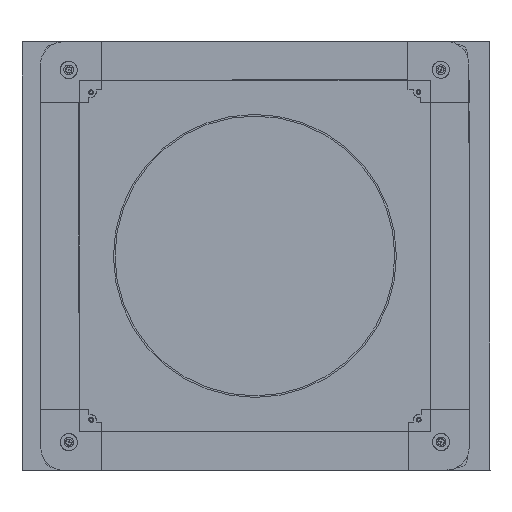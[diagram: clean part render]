
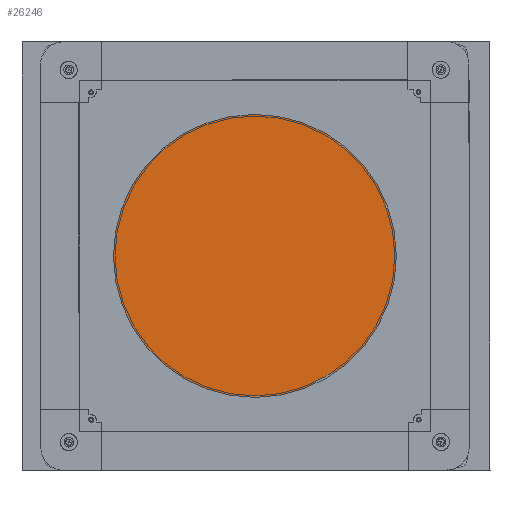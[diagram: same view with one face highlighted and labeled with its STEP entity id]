
A CAD part, top view. The second image highlights one B-rep face of the part: STEP entity #26246.
In plain terms, the highlighted face is planar.
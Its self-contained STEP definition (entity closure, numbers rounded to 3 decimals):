
#143 = CARTESIAN_POINT ( 'NONE',  ( 362.624, 177.256, 14.438 ) ) ;
#811 = AXIS2_PLACEMENT_3D ( 'NONE', #14291, #10265, #19583 ) ;
#4800 = FACE_OUTER_BOUND ( 'NONE', #11306, .T. ) ;
#8037 = DIRECTION ( 'NONE',  ( 1., 0., 0. ) ) ;
#9573 = CIRCLE ( 'NONE', #19831, 154.25 ) ;
#10265 = DIRECTION ( 'NONE',  ( 0., 0., 1. ) ) ;
#11306 = EDGE_LOOP ( 'NONE', ( #20567 ) ) ;
#12110 = EDGE_CURVE ( 'NONE', #13438, #13438, #9573, .T. ) ;
#13438 = VERTEX_POINT ( 'NONE', #143 ) ;
#14291 = CARTESIAN_POINT ( 'NONE',  ( 74.012, 326.287, 14.438 ) ) ;
#19583 = DIRECTION ( 'NONE',  ( 1., 0., 0. ) ) ;
#19831 = AXIS2_PLACEMENT_3D ( 'NONE', #20267, #24396, #8037 ) ;
#20267 = CARTESIAN_POINT ( 'NONE',  ( 208.374, 177.256, 14.438 ) ) ;
#20567 = ORIENTED_EDGE ( 'NONE', *, *, #12110, .T. ) ;
#21888 = PLANE ( 'NONE',  #811 ) ;
#24396 = DIRECTION ( 'NONE',  ( 0., 0., 1. ) ) ;
#26246 = ADVANCED_FACE ( 'NONE', ( #4800 ), #21888, .T. ) ;
